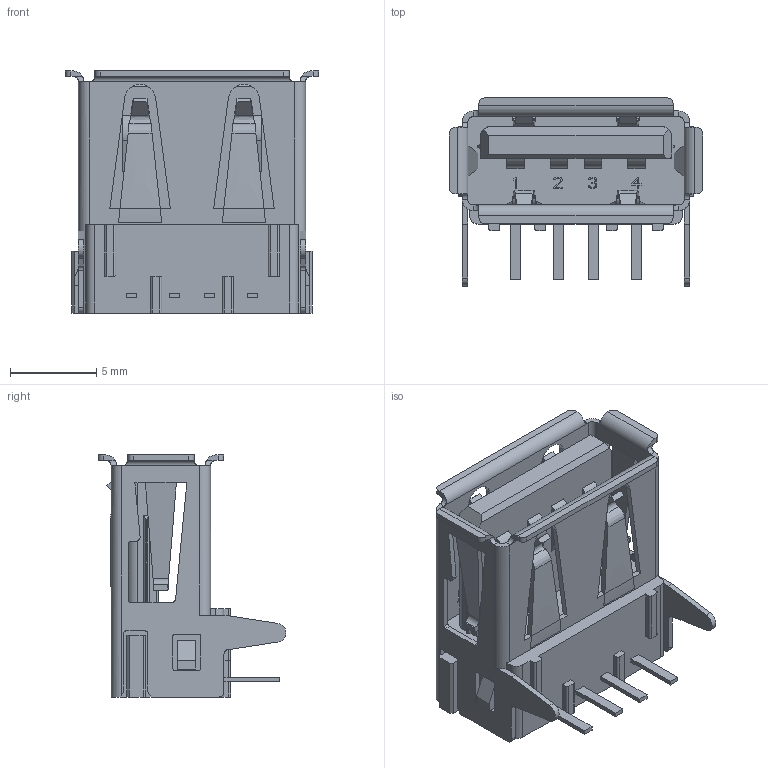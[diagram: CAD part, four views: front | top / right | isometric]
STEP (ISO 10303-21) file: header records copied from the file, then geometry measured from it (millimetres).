
FILE_DESCRIPTION(('STEP AP242'),'1');
FILE_NAME('6364372-2.stp','2022-08-30T11:45:49',('TraceParts'),('TraceParts S.A.'),'Spatial InterOp 3D',' ',' ');
FILE_SCHEMA(('AP242_MANAGED_MODEL_BASED_3D_ENGINEERING_MIM_LF {1 0 10303 442 1 1 4}'));
Length unit declared in the file: millimetre
Products named in the file (1): 6364372-2
Bounding box: 14.63 x 10.85 x 14 mm (x, y, z)
Volume: 705.3 mm3; surface area: 1301 mm2
Topology: 1 solids, 1 shells, 487 faces, 1296 edges, 829 vertices
Faces by surface type: plane 338, cylinder 89, bspline 60
Entity records: 16384 total; most frequent: CARTESIAN_POINT 4562, ORIENTED_EDGE 2592, DIRECTION 2183, EDGE_CURVE 1296, LINE 1015, VECTOR 1015, VERTEX_POINT 829, AXIS2_PLACEMENT_3D 584
